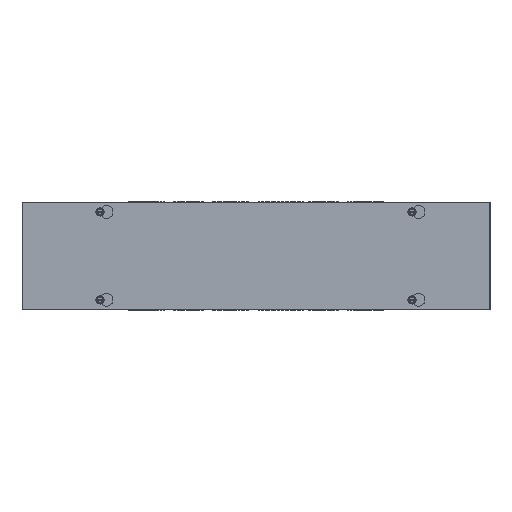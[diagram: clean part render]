
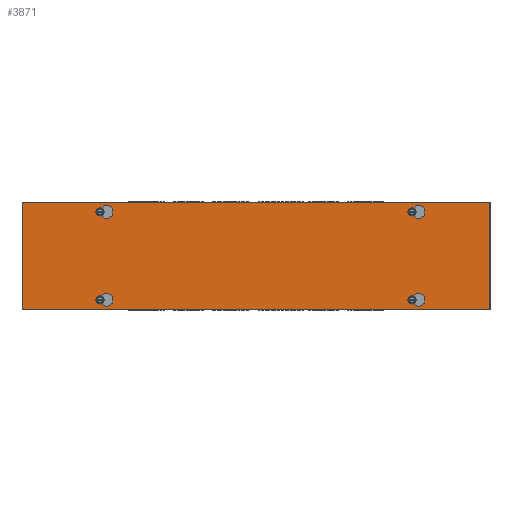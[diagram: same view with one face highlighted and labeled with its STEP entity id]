
A CAD part, top view. The second image highlights one B-rep face of the part: STEP entity #3871.
In plain terms, the highlighted planar face has unit normal (0, 0, 1).
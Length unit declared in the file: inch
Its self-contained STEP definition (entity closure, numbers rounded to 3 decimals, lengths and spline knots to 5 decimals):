
#305=LINE('',#6388,#553);
#310=LINE('',#6401,#558);
#313=LINE('',#6412,#561);
#317=LINE('',#6424,#565);
#321=LINE('',#6436,#569);
#326=LINE('',#6449,#574);
#329=LINE('',#6460,#577);
#333=LINE('',#6472,#581);
#335=LINE('',#6480,#583);
#339=LINE('',#6488,#587);
#342=LINE('',#6494,#590);
#345=LINE('',#6499,#593);
#553=VECTOR('',#5071,0.21651);
#558=VECTOR('',#5084,0.21651);
#561=VECTOR('',#5095,0.21651);
#565=VECTOR('',#5107,0.21651);
#569=VECTOR('',#5119,0.21651);
#574=VECTOR('',#5132,0.21651);
#577=VECTOR('',#5143,0.21651);
#581=VECTOR('',#5155,0.21651);
#583=VECTOR('',#5165,4.125);
#587=VECTOR('',#5171,18.);
#590=VECTOR('',#5176,4.125);
#593=VECTOR('',#5181,18.);
#734=PLANE('',#4247);
#884=FACE_BOUND('',#1414,.T.);
#885=FACE_BOUND('',#1415,.T.);
#886=FACE_BOUND('',#1416,.T.);
#887=FACE_BOUND('',#1417,.T.);
#1086=FACE_OUTER_BOUND('',#1413,.T.);
#1413=EDGE_LOOP('',(#3230,#3231,#3232,#3233));
#1414=EDGE_LOOP('',(#3234,#3235,#3236,#3237));
#1415=EDGE_LOOP('',(#3238,#3239,#3240,#3241));
#1416=EDGE_LOOP('',(#3242,#3243,#3244,#3245));
#1417=EDGE_LOOP('',(#3246,#3247,#3248,#3249));
#1653=CIRCLE('',#4213,0.25);
#1655=CIRCLE('',#4217,0.125);
#1657=CIRCLE('',#4221,0.25);
#1659=CIRCLE('',#4225,0.125);
#1661=CIRCLE('',#4229,0.25);
#1663=CIRCLE('',#4233,0.125);
#1665=CIRCLE('',#4237,0.25);
#1667=CIRCLE('',#4241,0.125);
#1934=VERTEX_POINT('',#6385);
#1935=VERTEX_POINT('',#6387);
#1937=VERTEX_POINT('',#6393);
#1939=VERTEX_POINT('',#6399);
#1942=VERTEX_POINT('',#6409);
#1943=VERTEX_POINT('',#6411);
#1945=VERTEX_POINT('',#6417);
#1947=VERTEX_POINT('',#6423);
#1950=VERTEX_POINT('',#6433);
#1951=VERTEX_POINT('',#6435);
#1953=VERTEX_POINT('',#6441);
#1955=VERTEX_POINT('',#6447);
#1958=VERTEX_POINT('',#6457);
#1959=VERTEX_POINT('',#6459);
#1961=VERTEX_POINT('',#6465);
#1963=VERTEX_POINT('',#6471);
#1964=VERTEX_POINT('',#6478);
#1965=VERTEX_POINT('',#6479);
#1968=VERTEX_POINT('',#6487);
#1970=VERTEX_POINT('',#6493);
#2360=EDGE_CURVE('',#1935,#1934,#305,.T.);
#2364=EDGE_CURVE('',#1934,#1937,#1653,.T.);
#2367=EDGE_CURVE('',#1937,#1939,#310,.T.);
#2369=EDGE_CURVE('',#1939,#1935,#1655,.T.);
#2372=EDGE_CURVE('',#1943,#1942,#313,.T.);
#2375=EDGE_CURVE('',#1945,#1943,#1657,.T.);
#2378=EDGE_CURVE('',#1947,#1945,#317,.T.);
#2381=EDGE_CURVE('',#1942,#1947,#1659,.T.);
#2384=EDGE_CURVE('',#1951,#1950,#321,.T.);
#2388=EDGE_CURVE('',#1950,#1953,#1661,.T.);
#2391=EDGE_CURVE('',#1953,#1955,#326,.T.);
#2393=EDGE_CURVE('',#1955,#1951,#1663,.T.);
#2396=EDGE_CURVE('',#1959,#1958,#329,.T.);
#2399=EDGE_CURVE('',#1961,#1959,#1665,.T.);
#2402=EDGE_CURVE('',#1963,#1961,#333,.T.);
#2405=EDGE_CURVE('',#1958,#1963,#1667,.T.);
#2406=EDGE_CURVE('',#1964,#1965,#335,.T.);
#2410=EDGE_CURVE('',#1965,#1968,#339,.T.);
#2413=EDGE_CURVE('',#1968,#1970,#342,.T.);
#2416=EDGE_CURVE('',#1970,#1964,#345,.T.);
#3230=ORIENTED_EDGE('',*,*,#2406,.F.);
#3231=ORIENTED_EDGE('',*,*,#2416,.F.);
#3232=ORIENTED_EDGE('',*,*,#2413,.F.);
#3233=ORIENTED_EDGE('',*,*,#2410,.F.);
#3234=ORIENTED_EDGE('',*,*,#2360,.T.);
#3235=ORIENTED_EDGE('',*,*,#2364,.T.);
#3236=ORIENTED_EDGE('',*,*,#2367,.T.);
#3237=ORIENTED_EDGE('',*,*,#2369,.T.);
#3238=ORIENTED_EDGE('',*,*,#2372,.T.);
#3239=ORIENTED_EDGE('',*,*,#2381,.T.);
#3240=ORIENTED_EDGE('',*,*,#2378,.T.);
#3241=ORIENTED_EDGE('',*,*,#2375,.T.);
#3242=ORIENTED_EDGE('',*,*,#2384,.T.);
#3243=ORIENTED_EDGE('',*,*,#2388,.T.);
#3244=ORIENTED_EDGE('',*,*,#2391,.T.);
#3245=ORIENTED_EDGE('',*,*,#2393,.T.);
#3246=ORIENTED_EDGE('',*,*,#2396,.T.);
#3247=ORIENTED_EDGE('',*,*,#2405,.T.);
#3248=ORIENTED_EDGE('',*,*,#2402,.T.);
#3249=ORIENTED_EDGE('',*,*,#2399,.T.);
#3871=ADVANCED_FACE('',(#1086,#884,#885,#886,#887),#734,.T.);
#4213=AXIS2_PLACEMENT_3D('',#6395,#5078,#5079);
#4217=AXIS2_PLACEMENT_3D('',#6404,#5089,#5090);
#4221=AXIS2_PLACEMENT_3D('',#6418,#5101,#5102);
#4225=AXIS2_PLACEMENT_3D('',#6428,#5113,#5114);
#4229=AXIS2_PLACEMENT_3D('',#6443,#5126,#5127);
#4233=AXIS2_PLACEMENT_3D('',#6452,#5137,#5138);
#4237=AXIS2_PLACEMENT_3D('',#6466,#5149,#5150);
#4241=AXIS2_PLACEMENT_3D('',#6476,#5161,#5162);
#4247=AXIS2_PLACEMENT_3D('',#6502,#5185,#5186);
#5071=DIRECTION('',(-0.866,-0.5,0.));
#5078=DIRECTION('center_axis',(0.,0.,-1.));
#5079=DIRECTION('ref_axis',(0.5,-0.866,0.));
#5084=DIRECTION('',(0.866,-0.5,0.));
#5089=DIRECTION('center_axis',(0.,0.,-1.));
#5090=DIRECTION('ref_axis',(0.5,0.866,0.));
#5095=DIRECTION('',(0.866,-0.5,0.));
#5101=DIRECTION('center_axis',(0.,0.,-1.));
#5102=DIRECTION('ref_axis',(0.5,0.866,0.));
#5107=DIRECTION('',(-0.866,-0.5,0.));
#5113=DIRECTION('center_axis',(0.,0.,-1.));
#5114=DIRECTION('ref_axis',(0.5,-0.866,0.));
#5119=DIRECTION('',(-0.866,-0.5,0.));
#5126=DIRECTION('center_axis',(0.,0.,-1.));
#5127=DIRECTION('ref_axis',(0.5,-0.866,0.));
#5132=DIRECTION('',(0.866,-0.5,0.));
#5137=DIRECTION('center_axis',(0.,0.,-1.));
#5138=DIRECTION('ref_axis',(0.5,0.866,0.));
#5143=DIRECTION('',(0.866,-0.5,0.));
#5149=DIRECTION('center_axis',(0.,0.,-1.));
#5150=DIRECTION('ref_axis',(0.5,0.866,0.));
#5155=DIRECTION('',(-0.866,-0.5,0.));
#5161=DIRECTION('center_axis',(0.,0.,-1.));
#5162=DIRECTION('ref_axis',(0.5,-0.866,0.));
#5165=DIRECTION('',(0.,1.,0.));
#5171=DIRECTION('',(1.,0.,0.));
#5176=DIRECTION('',(0.,-1.,0.));
#5181=DIRECTION('',(-1.,0.,0.));
#5185=DIRECTION('center_axis',(0.,0.,1.));
#5186=DIRECTION('ref_axis',(1.,0.,0.));
#6385=CARTESIAN_POINT('',(14.875,3.53549,0.0625));
#6387=CARTESIAN_POINT('',(15.0625,3.64375,0.0625));
#6388=CARTESIAN_POINT('',(12.44671,2.13352,0.0625));
#6393=CARTESIAN_POINT('',(14.875,3.96851,0.0625));
#6395=CARTESIAN_POINT('Origin',(14.75,3.752,0.0625));
#6399=CARTESIAN_POINT('',(15.0625,3.86025,0.0625));
#6401=CARTESIAN_POINT('',(13.08454,5.00223,0.0625));
#6404=CARTESIAN_POINT('Origin',(15.,3.752,0.0625));
#6409=CARTESIAN_POINT('',(15.0625,0.48125,0.0625));
#6411=CARTESIAN_POINT('',(14.875,0.58951,0.0625));
#6412=CARTESIAN_POINT('',(12.44671,1.99148,0.0625));
#6417=CARTESIAN_POINT('',(14.875,0.15649,0.0625));
#6418=CARTESIAN_POINT('Origin',(14.75,0.373,0.0625));
#6423=CARTESIAN_POINT('',(15.0625,0.26475,0.0625));
#6424=CARTESIAN_POINT('',(13.08454,-0.87723,0.0625));
#6428=CARTESIAN_POINT('Origin',(15.,0.373,0.0625));
#6433=CARTESIAN_POINT('',(2.875,3.53549,0.0625));
#6435=CARTESIAN_POINT('',(3.0625,3.64375,0.0625));
#6436=CARTESIAN_POINT('',(4.94671,4.7316,0.0625));
#6441=CARTESIAN_POINT('',(2.875,3.96851,0.0625));
#6443=CARTESIAN_POINT('Origin',(2.75,3.752,0.0625));
#6447=CARTESIAN_POINT('',(3.0625,3.86025,0.0625));
#6449=CARTESIAN_POINT('',(5.58454,2.40415,0.0625));
#6452=CARTESIAN_POINT('Origin',(3.,3.752,0.0625));
#6457=CARTESIAN_POINT('',(3.0625,0.48125,0.0625));
#6459=CARTESIAN_POINT('',(2.875,0.58951,0.0625));
#6460=CARTESIAN_POINT('',(4.94671,-0.6066,0.0625));
#6465=CARTESIAN_POINT('',(2.875,0.15649,0.0625));
#6466=CARTESIAN_POINT('Origin',(2.75,0.373,0.0625));
#6471=CARTESIAN_POINT('',(3.0625,0.26475,0.0625));
#6472=CARTESIAN_POINT('',(5.58454,1.72085,0.0625));
#6476=CARTESIAN_POINT('Origin',(3.,0.373,0.0625));
#6478=CARTESIAN_POINT('',(0.,0.,0.0625));
#6479=CARTESIAN_POINT('',(0.,4.125,0.0625));
#6480=CARTESIAN_POINT('',(0.,4.125,0.0625));
#6487=CARTESIAN_POINT('',(18.,4.125,0.0625));
#6488=CARTESIAN_POINT('',(18.,4.125,0.0625));
#6493=CARTESIAN_POINT('',(18.,0.,0.0625));
#6494=CARTESIAN_POINT('',(18.,0.,0.0625));
#6499=CARTESIAN_POINT('',(0.,0.,0.0625));
#6502=CARTESIAN_POINT('Origin',(9.,2.0625,0.0625));
